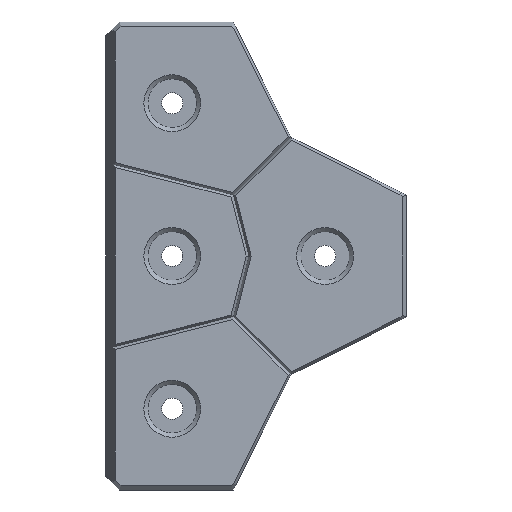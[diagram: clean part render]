
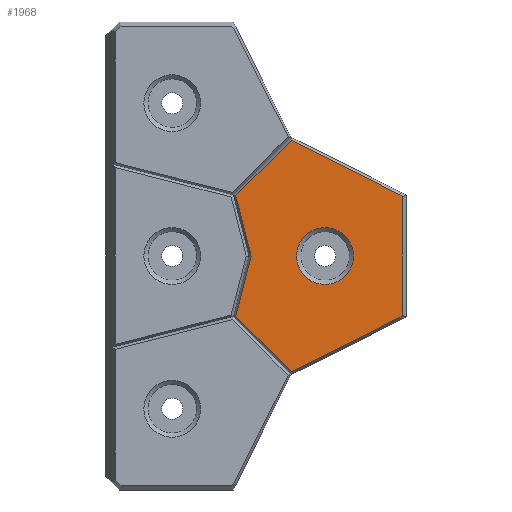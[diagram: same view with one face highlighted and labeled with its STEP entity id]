
A CAD part, left-side view. The second image highlights one B-rep face of the part: STEP entity #1968.
In plain terms, the highlighted planar face has unit normal (-1, 0, 0).
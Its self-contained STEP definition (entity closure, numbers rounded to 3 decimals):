
#37=FACE_BOUND('',#255,.T.);
#53=CIRCLE('',#2102,7.);
#136=FACE_OUTER_BOUND('',#254,.T.);
#254=EDGE_LOOP('',(#1646,#1647,#1648,#1649,#1650,#1651,#1652,#1653,#1654));
#255=EDGE_LOOP('',(#1655));
#338=LINE('',#2752,#592);
#341=LINE('',#2757,#595);
#383=LINE('',#2846,#637);
#386=LINE('',#2851,#640);
#409=LINE('',#2896,#663);
#411=LINE('',#2900,#665);
#508=LINE('',#3112,#762);
#509=LINE('',#3115,#763);
#510=LINE('',#3116,#764);
#592=VECTOR('',#2213,10.);
#595=VECTOR('',#2218,10.);
#637=VECTOR('',#2282,10.);
#640=VECTOR('',#2287,10.);
#663=VECTOR('',#2330,10.);
#665=VECTOR('',#2334,10.);
#762=VECTOR('',#2531,10.);
#763=VECTOR('',#2534,10.);
#764=VECTOR('',#2535,10.);
#838=VERTEX_POINT('',#2749);
#839=VERTEX_POINT('',#2751);
#840=VERTEX_POINT('',#2755);
#875=VERTEX_POINT('',#2843);
#876=VERTEX_POINT('',#2845);
#877=VERTEX_POINT('',#2849);
#889=VERTEX_POINT('',#2894);
#890=VERTEX_POINT('',#2898);
#956=VERTEX_POINT('',#3114);
#957=VERTEX_POINT('',#3117);
#1021=EDGE_CURVE('',#839,#838,#338,.T.);
#1024=EDGE_CURVE('',#840,#838,#341,.T.);
#1066=EDGE_CURVE('',#876,#875,#383,.T.);
#1069=EDGE_CURVE('',#877,#875,#386,.T.);
#1093=EDGE_CURVE('',#889,#877,#409,.T.);
#1095=EDGE_CURVE('',#890,#889,#411,.T.);
#1202=EDGE_CURVE('',#876,#840,#508,.T.);
#1203=EDGE_CURVE('',#890,#956,#509,.T.);
#1204=EDGE_CURVE('',#956,#839,#510,.T.);
#1205=EDGE_CURVE('',#957,#957,#53,.T.);
#1646=ORIENTED_EDGE('',*,*,#1202,.F.);
#1647=ORIENTED_EDGE('',*,*,#1066,.T.);
#1648=ORIENTED_EDGE('',*,*,#1069,.F.);
#1649=ORIENTED_EDGE('',*,*,#1093,.F.);
#1650=ORIENTED_EDGE('',*,*,#1095,.F.);
#1651=ORIENTED_EDGE('',*,*,#1203,.T.);
#1652=ORIENTED_EDGE('',*,*,#1204,.T.);
#1653=ORIENTED_EDGE('',*,*,#1021,.T.);
#1654=ORIENTED_EDGE('',*,*,#1024,.F.);
#1655=ORIENTED_EDGE('',*,*,#1205,.T.);
#1867=PLANE('',#2101);
#1968=ADVANCED_FACE('',(#136,#37),#1867,.T.);
#2101=AXIS2_PLACEMENT_3D('',#3113,#2532,#2533);
#2102=AXIS2_PLACEMENT_3D('',#3118,#2536,#2537);
#2213=DIRECTION('',(0.,-0.894,0.449));
#2218=DIRECTION('',(0.,0.707,-0.707));
#2282=DIRECTION('',(0.,0.707,0.707));
#2287=DIRECTION('',(0.,-0.894,-0.449));
#2330=DIRECTION('',(0.,-0.707,0.707));
#2334=DIRECTION('',(0.,0.247,0.969));
#2531=DIRECTION('',(0.,0.,-1.));
#2532=DIRECTION('center_axis',(-1.,0.,0.));
#2533=DIRECTION('ref_axis',(0.,0.,1.));
#2534=DIRECTION('',(0.,0.247,-0.969));
#2535=DIRECTION('',(0.,-0.707,-0.707));
#2536=DIRECTION('center_axis',(1.,0.,0.));
#2537=DIRECTION('ref_axis',(0.,-1.,0.));
#2749=CARTESIAN_POINT('',(-21.1,-56.095,62.372));
#2751=CARTESIAN_POINT('',(-21.1,-29.361,48.956));
#2752=CARTESIAN_POINT('',(-21.1,-44.482,56.544));
#2755=CARTESIAN_POINT('',(-21.1,-56.637,62.914));
#2757=CARTESIAN_POINT('',(-21.1,-30.282,36.559));
#2843=CARTESIAN_POINT('',(-21.1,-56.095,92.628));
#2845=CARTESIAN_POINT('',(-21.1,-56.637,92.086));
#2846=CARTESIAN_POINT('',(-21.1,-30.282,118.441));
#2849=CARTESIAN_POINT('',(-21.1,-29.361,106.044));
#2851=CARTESIAN_POINT('',(-21.1,-44.482,98.456));
#2894=CARTESIAN_POINT('',(-21.1,-15.641,92.324));
#2896=CARTESIAN_POINT('',(-21.1,-18.567,95.251));
#2898=CARTESIAN_POINT('',(-21.1,-19.414,77.5));
#2900=CARTESIAN_POINT('',(-21.1,-19.744,76.206));
#3112=CARTESIAN_POINT('',(-21.1,-56.637,59.341));
#3113=CARTESIAN_POINT('Origin',(-21.1,-21.318,56.182));
#3114=CARTESIAN_POINT('',(-21.1,-15.641,62.676));
#3115=CARTESIAN_POINT('',(-21.1,-19.744,78.794));
#3116=CARTESIAN_POINT('',(-21.1,-18.567,59.749));
#3117=CARTESIAN_POINT('',(-21.1,-30.637,77.5));
#3118=CARTESIAN_POINT('Origin',(-21.1,-37.637,77.5));
